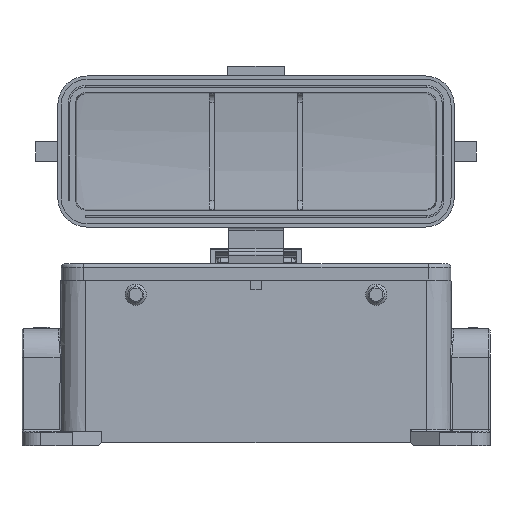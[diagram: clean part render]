
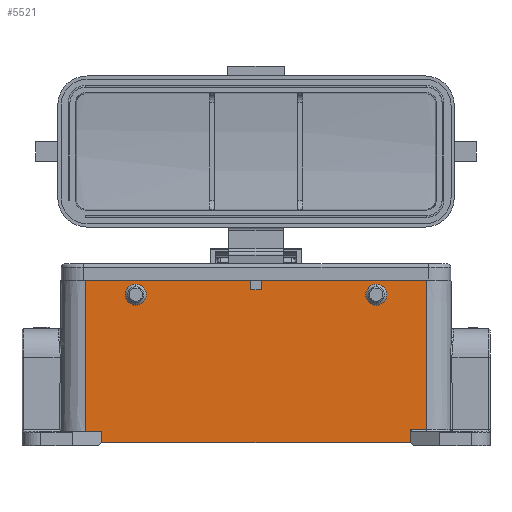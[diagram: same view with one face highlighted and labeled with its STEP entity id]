
A CAD part, left-side view. The second image highlights one B-rep face of the part: STEP entity #5521.
In plain terms, the highlighted planar face has unit normal (-1, 0, 0.009).
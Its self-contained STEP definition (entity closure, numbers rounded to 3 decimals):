
#53=ELLIPSE('',#19678,1.5,1.5);
#54=ELLIPSE('',#19679,1.5,1.5);
#235=FACE_BOUND('',#7567,.T.);
#236=FACE_BOUND('',#7568,.T.);
#237=FACE_BOUND('',#7569,.T.);
#1425=PLANE('',#19680);
#2839=LINE('',#46362,#4201);
#2894=LINE('',#46821,#4256);
#2899=LINE('',#46835,#4261);
#2907=LINE('',#46864,#4269);
#2910=LINE('',#46871,#4272);
#3051=LINE('',#47583,#4413);
#3066=LINE('',#47737,#4428);
#3069=LINE('',#47762,#4431);
#3070=LINE('',#47768,#4432);
#3071=LINE('',#47770,#4433);
#3072=LINE('',#47771,#4434);
#3073=LINE('',#47773,#4435);
#4201=VECTOR('',#23102,1.);
#4256=VECTOR('',#23315,1.);
#4261=VECTOR('',#23328,1.);
#4269=VECTOR('',#23354,1.);
#4272=VECTOR('',#23359,1.);
#4413=VECTOR('',#23742,1.);
#4428=VECTOR('',#23795,1.);
#4431=VECTOR('',#23824,1.);
#4432=VECTOR('',#23831,1.);
#4433=VECTOR('',#23832,1.);
#4434=VECTOR('',#23833,1.);
#4435=VECTOR('',#23834,1.);
#5521=ADVANCED_FACE('',(#235,#236,#237),#1425,.T.);
#7567=EDGE_LOOP('',(#12168));
#7568=EDGE_LOOP('',(#12169));
#7569=EDGE_LOOP('',(#12170,#12171,#12172,#12173,#12174,#12175,#12176,#12177,
#12178,#12179,#12180,#12181));
#12168=ORIENTED_EDGE('',*,*,#17176,.T.);
#12169=ORIENTED_EDGE('',*,*,#17177,.T.);
#12170=ORIENTED_EDGE('',*,*,#17164,.T.);
#12171=ORIENTED_EDGE('',*,*,#17178,.T.);
#12172=ORIENTED_EDGE('',*,*,#17179,.T.);
#12173=ORIENTED_EDGE('',*,*,#16764,.T.);
#12174=ORIENTED_EDGE('',*,*,#17180,.F.);
#12175=ORIENTED_EDGE('',*,*,#17181,.T.);
#12176=ORIENTED_EDGE('',*,*,#16881,.T.);
#12177=ORIENTED_EDGE('',*,*,#16888,.F.);
#12178=ORIENTED_EDGE('',*,*,#16900,.F.);
#12179=ORIENTED_EDGE('',*,*,#16903,.T.);
#12180=ORIENTED_EDGE('',*,*,#17134,.T.);
#12181=ORIENTED_EDGE('',*,*,#17175,.T.);
#14388=VERTEX_POINT('',#46361);
#14389=VERTEX_POINT('',#46363);
#14465=VERTEX_POINT('',#46820);
#14466=VERTEX_POINT('',#46822);
#14470=VERTEX_POINT('',#46834);
#14477=VERTEX_POINT('',#46865);
#14479=VERTEX_POINT('',#46870);
#14632=VERTEX_POINT('',#47582);
#14647=VERTEX_POINT('',#47736);
#14648=VERTEX_POINT('',#47738);
#14653=VERTEX_POINT('',#47765);
#14654=VERTEX_POINT('',#47767);
#14655=VERTEX_POINT('',#47769);
#14656=VERTEX_POINT('',#47772);
#16764=EDGE_CURVE('',#14389,#14388,#2839,.T.);
#16881=EDGE_CURVE('',#14466,#14465,#2894,.T.);
#16888=EDGE_CURVE('',#14470,#14465,#2899,.T.);
#16900=EDGE_CURVE('',#14477,#14470,#2907,.T.);
#16903=EDGE_CURVE('',#14477,#14479,#2910,.T.);
#17134=EDGE_CURVE('',#14479,#14632,#3051,.T.);
#17164=EDGE_CURVE('',#14648,#14647,#3066,.T.);
#17175=EDGE_CURVE('',#14632,#14648,#3069,.T.);
#17176=EDGE_CURVE('',#14653,#14653,#53,.T.);
#17177=EDGE_CURVE('',#14654,#14654,#54,.T.);
#17178=EDGE_CURVE('',#14647,#14655,#3070,.T.);
#17179=EDGE_CURVE('',#14655,#14389,#3071,.T.);
#17180=EDGE_CURVE('',#14656,#14388,#3072,.T.);
#17181=EDGE_CURVE('',#14656,#14466,#3073,.T.);
#19678=AXIS2_PLACEMENT_3D('',#47764,#23827,#23828);
#19679=AXIS2_PLACEMENT_3D('',#47766,#23829,#23830);
#19680=AXIS2_PLACEMENT_3D('',#47774,#23835,#23836);
#23102=DIRECTION('',(0.,1.,0.));
#23315=DIRECTION('',(-0.009,0.,-1.));
#23328=DIRECTION('',(0.,1.,0.));
#23354=DIRECTION('',(0.009,0.,1.));
#23359=DIRECTION('',(0.,-1.,0.));
#23742=DIRECTION('',(0.009,0.,1.));
#23795=DIRECTION('',(0.009,0.,1.));
#23824=DIRECTION('',(0.,-1.,0.));
#23827=DIRECTION('',(1.,0.,-0.009));
#23828=DIRECTION('',(-0.009,0.,-1.));
#23829=DIRECTION('',(1.,0.,-0.009));
#23830=DIRECTION('',(-0.009,0.,-1.));
#23831=DIRECTION('',(0.,1.,0.));
#23832=DIRECTION('',(-0.009,0.,-1.));
#23833=DIRECTION('',(-0.009,0.,-1.));
#23834=DIRECTION('',(0.,1.,0.));
#23835=DIRECTION('',(-1.,0.,0.009));
#23836=DIRECTION('',(0.,1.,0.));
#46361=CARTESIAN_POINT('',(-21.526,1.6,48.));
#46362=CARTESIAN_POINT('',(-21.526,-1.6,48.));
#46363=CARTESIAN_POINT('',(-21.526,-1.6,48.));
#46820=CARTESIAN_POINT('',(-21.906,52.5,4.5));
#46821=CARTESIAN_POINT('',(-21.5,52.5,51.));
#46822=CARTESIAN_POINT('',(-21.5,52.5,51.));
#46834=CARTESIAN_POINT('',(-21.906,47.5,4.5));
#46835=CARTESIAN_POINT('',(-21.906,47.5,4.5));
#46864=CARTESIAN_POINT('',(-21.936,47.5,1.));
#46865=CARTESIAN_POINT('',(-21.936,47.5,1.));
#46870=CARTESIAN_POINT('',(-21.936,-47.5,1.));
#46871=CARTESIAN_POINT('',(-21.936,47.5,1.));
#47582=CARTESIAN_POINT('',(-21.901,-47.5,4.996));
#47583=CARTESIAN_POINT('',(-21.936,-47.5,1.));
#47736=CARTESIAN_POINT('',(-21.5,-52.5,51.));
#47737=CARTESIAN_POINT('',(-21.901,-52.5,4.996));
#47738=CARTESIAN_POINT('',(-21.901,-52.5,4.996));
#47762=CARTESIAN_POINT('',(-21.901,-47.5,4.996));
#47764=CARTESIAN_POINT('',(-21.539,37.,46.5));
#47765=CARTESIAN_POINT('',(-21.552,37.,45.));
#47766=CARTESIAN_POINT('',(-21.539,-37.,46.5));
#47767=CARTESIAN_POINT('',(-21.552,-37.,45.));
#47768=CARTESIAN_POINT('',(-21.5,-52.5,51.));
#47769=CARTESIAN_POINT('',(-21.5,-1.6,51.));
#47770=CARTESIAN_POINT('',(-21.5,-1.6,51.));
#47771=CARTESIAN_POINT('',(-21.5,1.6,51.));
#47772=CARTESIAN_POINT('',(-21.5,1.6,51.));
#47773=CARTESIAN_POINT('',(-21.5,1.6,51.));
#47774=CARTESIAN_POINT('',(-21.5,55.148,51.));
